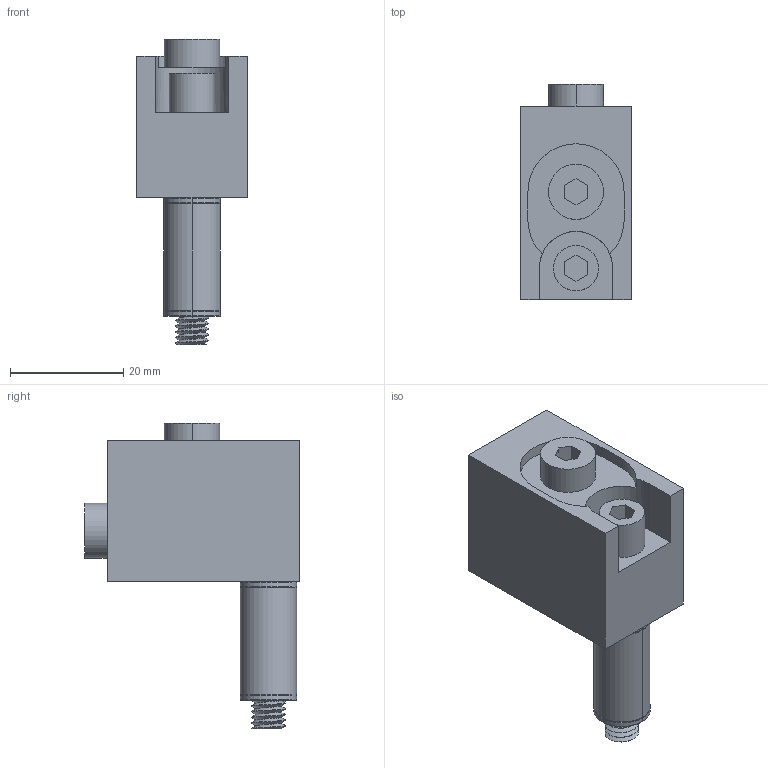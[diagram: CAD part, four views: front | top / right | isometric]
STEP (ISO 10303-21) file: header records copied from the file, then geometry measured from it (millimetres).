
FILE_DESCRIPTION (( 'STEP AP214' ), '1' );
FILE_NAME ('MET 1057.STEP', '2019-05-03T10:52:16', ( 'Metrol Springs' ), ( 'Hewlett-Packard Company' ), 'SwSTEP 2.0', 'SolidWorks 2017', '' );
FILE_SCHEMA (( 'AUTOMOTIVE_DESIGN' ));
Length unit declared in the file: millimetre
Products named in the file (1): MET 1057
Bounding box: 19.5 x 38 x 54 mm (x, y, z)
Volume: 17035.9 mm3; surface area: 5911.3 mm2
Topology: 1 solids, 1 shells, 122 faces, 292 edges, 190 vertices
Faces by surface type: cylinder 56, plane 52, torus 12, bspline 2
Entity records: 4486 total; most frequent: CARTESIAN_POINT 1442, DIRECTION 589, ORIENTED_EDGE 584, EDGE_CURVE 292, AXIS2_PLACEMENT_3D 220, VERTEX_POINT 190, LINE 149, VECTOR 149
